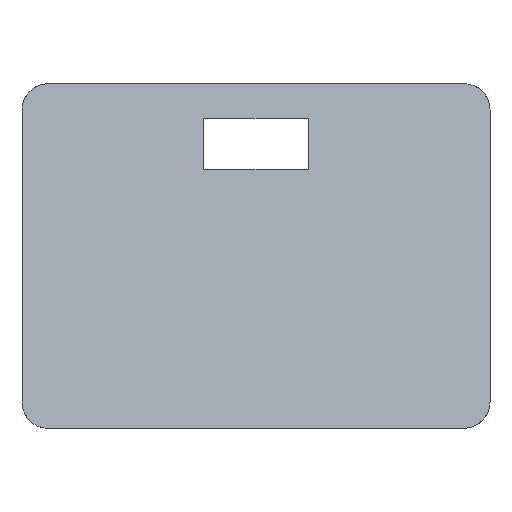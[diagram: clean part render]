
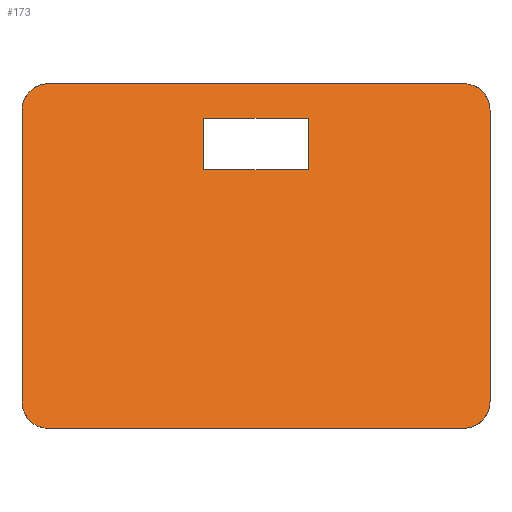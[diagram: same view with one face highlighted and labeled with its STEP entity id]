
A CAD part, front view. The second image highlights one B-rep face of the part: STEP entity #173.
In plain terms, the highlighted planar face has unit normal (0, -0.933, 0.359).
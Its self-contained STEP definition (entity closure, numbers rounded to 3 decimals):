
#27 = EDGE_CURVE ( 'NONE', #104, #184, #1020, .T. ) ;
#31 = AXIS2_PLACEMENT_3D ( 'NONE', #97, #324, #310 ) ;
#46 = CARTESIAN_POINT ( 'NONE',  ( 17.65, -9.681, -11.922 ) ) ;
#54 = EDGE_CURVE ( 'NONE', #330, #791, #1336, .T. ) ;
#57 = EDGE_CURVE ( 'NONE', #1118, #330, #1249, .T. ) ;
#78 = ORIENTED_EDGE ( 'NONE', *, *, #939, .T. ) ;
#83 = CARTESIAN_POINT ( 'NONE',  ( -15.65, -10., -12.75 ) ) ;
#86 = DIRECTION ( 'NONE',  ( -1., 0., 0. ) ) ;
#97 = CARTESIAN_POINT ( 'NONE',  ( 17.65, -4.439, 1.707 ) ) ;
#104 = VERTEX_POINT ( 'NONE', #673 ) ;
#124 = CARTESIAN_POINT ( 'NONE',  ( -17.65, -0.319, 12.422 ) ) ;
#126 =( BOUNDED_CURVE ( )  B_SPLINE_CURVE ( 3, ( #1085, #183, #1101, #83 ),
 .UNSPECIFIED., .F., .T. ) 
 B_SPLINE_CURVE_WITH_KNOTS ( ( 4, 4 ),
 ( 4.712, 6.283 ),
 .UNSPECIFIED. ) 
 CURVE ( )  GEOMETRIC_REPRESENTATION_ITEM ( )  RATIONAL_B_SPLINE_CURVE ( ( 1., 0.805, 0.805, 1. ) ) 
 REPRESENTATION_ITEM ( '' )  );
#138 = DIRECTION ( 'NONE',  ( 0., -0.359, -0.933 ) ) ;
#150 = ORIENTED_EDGE ( 'NONE', *, *, #563, .T. ) ;
#155 = ORIENTED_EDGE ( 'NONE', *, *, #386, .F. ) ;
#160 = CARTESIAN_POINT ( 'NONE',  ( -17.65, -9.231, -10.75 ) ) ;
#172 = CARTESIAN_POINT ( 'NONE',  ( 17.65, -0.769, 11.25 ) ) ;
#173 = ADVANCED_FACE ( 'NONE', ( #869, #422 ), #1423, .T. ) ;
#183 = CARTESIAN_POINT ( 'NONE',  ( -17.65, -9.681, -11.922 ) ) ;
#184 = VERTEX_POINT ( 'NONE', #657 ) ;
#190 = EDGE_CURVE ( 'NONE', #569, #605, #1339, .T. ) ;
#237 = CARTESIAN_POINT ( 'NONE',  ( 16.822, 0., 13.25 ) ) ;
#244 = LINE ( 'NONE', #693, #1089 ) ;
#245 = DIRECTION ( 'NONE',  ( 1., 0., 0. ) ) ;
#258 =( BOUNDED_CURVE ( )  B_SPLINE_CURVE ( 3, ( #1452, #1036, #124, #999 ),
 .UNSPECIFIED., .F., .F. ) 
 B_SPLINE_CURVE_WITH_KNOTS ( ( 4, 4 ),
 ( 0., 1.571 ),
 .UNSPECIFIED. ) 
 CURVE ( )  GEOMETRIC_REPRESENTATION_ITEM ( )  RATIONAL_B_SPLINE_CURVE ( ( 1., 0.805, 0.805, 1. ) ) 
 REPRESENTATION_ITEM ( '' )  );
#273 = VECTOR ( 'NONE', #1222, 1000. ) ;
#310 = DIRECTION ( 'NONE',  ( 0., -0.359, -0.933 ) ) ;
#312 = CARTESIAN_POINT ( 'NONE',  ( 15.65, 0., 13.25 ) ) ;
#324 = DIRECTION ( 'NONE',  ( 0., -0.933, 0.359 ) ) ;
#327 = CARTESIAN_POINT ( 'NONE',  ( -3.95, -1., 10.65 ) ) ;
#330 = VERTEX_POINT ( 'NONE', #789 ) ;
#352 = DIRECTION ( 'NONE',  ( 0., 0.359, 0.933 ) ) ;
#357 = CARTESIAN_POINT ( 'NONE',  ( -3.95, -1., 10.65 ) ) ;
#370 = LINE ( 'NONE', #1271, #428 ) ;
#386 = EDGE_CURVE ( 'NONE', #1275, #791, #1187, .T. ) ;
#422 = FACE_OUTER_BOUND ( 'NONE', #628, .T. ) ;
#428 = VECTOR ( 'NONE', #138, 1000. ) ;
#435 = ORIENTED_EDGE ( 'NONE', *, *, #934, .T. ) ;
#437 = EDGE_LOOP ( 'NONE', ( #155, #150, #1045, #949 ) ) ;
#469 = DIRECTION ( 'NONE',  ( 0., 0.359, 0.933 ) ) ;
#470 = DIRECTION ( 'NONE',  ( -1., 0., 0. ) ) ;
#517 = VECTOR ( 'NONE', #470, 1000. ) ;
#521 = CARTESIAN_POINT ( 'NONE',  ( 17.65, -2.5, 6.75 ) ) ;
#563 = EDGE_CURVE ( 'NONE', #1275, #1118, #1259, .T. ) ;
#569 = VERTEX_POINT ( 'NONE', #929 ) ;
#582 = VECTOR ( 'NONE', #352, 1000. ) ;
#584 = ORIENTED_EDGE ( 'NONE', *, *, #27, .F. ) ;
#596 = CARTESIAN_POINT ( 'NONE',  ( 17.65, -9.231, -10.75 ) ) ;
#605 = VERTEX_POINT ( 'NONE', #1042 ) ;
#616 = EDGE_CURVE ( 'NONE', #104, #1439, #1105, .T. ) ;
#628 = EDGE_LOOP ( 'NONE', ( #78, #692, #1154, #1350, #435, #1409, #584, #1053 ) ) ;
#657 = CARTESIAN_POINT ( 'NONE',  ( -15.65, -10., -12.75 ) ) ;
#663 = CARTESIAN_POINT ( 'NONE',  ( 17.65, -10., -12.75 ) ) ;
#673 = CARTESIAN_POINT ( 'NONE',  ( 15.65, -10., -12.75 ) ) ;
#692 = ORIENTED_EDGE ( 'NONE', *, *, #1121, .T. ) ;
#693 = CARTESIAN_POINT ( 'NONE',  ( 17.65, -4.439, 1.707 ) ) ;
#703 = CARTESIAN_POINT ( 'NONE',  ( 15.65, -10., -12.75 ) ) ;
#730 = VERTEX_POINT ( 'NONE', #172 ) ;
#789 = CARTESIAN_POINT ( 'NONE',  ( 3.95, -1., 10.65 ) ) ;
#791 = VERTEX_POINT ( 'NONE', #1425 ) ;
#805 = CARTESIAN_POINT ( 'NONE',  ( -3.95, 1.126, 16.178 ) ) ;
#807 = VERTEX_POINT ( 'NONE', #986 ) ;
#869 = FACE_BOUND ( 'NONE', #437, .T. ) ;
#929 = CARTESIAN_POINT ( 'NONE',  ( 15.65, 0., 13.25 ) ) ;
#934 = EDGE_CURVE ( 'NONE', #807, #1234, #370, .T. ) ;
#939 = EDGE_CURVE ( 'NONE', #1439, #730, #244, .T. ) ;
#949 = ORIENTED_EDGE ( 'NONE', *, *, #54, .T. ) ;
#978 = VECTOR ( 'NONE', #86, 1000. ) ;
#986 = CARTESIAN_POINT ( 'NONE',  ( -17.65, -0.769, 11.25 ) ) ;
#999 = CARTESIAN_POINT ( 'NONE',  ( -17.65, -0.769, 11.25 ) ) ;
#1020 = LINE ( 'NONE', #663, #517 ) ;
#1030 = VECTOR ( 'NONE', #1419, 1000. ) ;
#1036 = CARTESIAN_POINT ( 'NONE',  ( -16.822, 0., 13.25 ) ) ;
#1041 = CARTESIAN_POINT ( 'NONE',  ( -3.95, -2.5, 6.75 ) ) ;
#1042 = CARTESIAN_POINT ( 'NONE',  ( -15.65, 0., 13.25 ) ) ;
#1045 = ORIENTED_EDGE ( 'NONE', *, *, #57, .T. ) ;
#1053 = ORIENTED_EDGE ( 'NONE', *, *, #616, .T. ) ;
#1084 = VECTOR ( 'NONE', #245, 1000. ) ;
#1085 = CARTESIAN_POINT ( 'NONE',  ( -17.65, -9.231, -10.75 ) ) ;
#1089 = VECTOR ( 'NONE', #469, 1000. ) ;
#1092 = CARTESIAN_POINT ( 'NONE',  ( 17.65, -0.319, 12.422 ) ) ;
#1101 = CARTESIAN_POINT ( 'NONE',  ( -16.822, -10., -12.75 ) ) ;
#1105 =( BOUNDED_CURVE ( )  B_SPLINE_CURVE ( 3, ( #703, #1153, #46, #596 ),
 .UNSPECIFIED., .F., .F. ) 
 B_SPLINE_CURVE_WITH_KNOTS ( ( 4, 4 ),
 ( 0., 1.571 ),
 .UNSPECIFIED. ) 
 CURVE ( )  GEOMETRIC_REPRESENTATION_ITEM ( )  RATIONAL_B_SPLINE_CURVE ( ( 1., 0.805, 0.805, 1. ) ) 
 REPRESENTATION_ITEM ( '' )  );
#1118 = VERTEX_POINT ( 'NONE', #327 ) ;
#1121 = EDGE_CURVE ( 'NONE', #730, #569, #1427, .T. ) ;
#1153 = CARTESIAN_POINT ( 'NONE',  ( 16.822, -10., -12.75 ) ) ;
#1154 = ORIENTED_EDGE ( 'NONE', *, *, #190, .T. ) ;
#1187 = LINE ( 'NONE', #521, #1030 ) ;
#1202 = CARTESIAN_POINT ( 'NONE',  ( 17.65, 0., 13.25 ) ) ;
#1218 = CARTESIAN_POINT ( 'NONE',  ( 17.65, -9.231, -10.75 ) ) ;
#1222 = DIRECTION ( 'NONE',  ( 0., -0.359, -0.933 ) ) ;
#1234 = VERTEX_POINT ( 'NONE', #160 ) ;
#1243 = CARTESIAN_POINT ( 'NONE',  ( 17.65, -0.769, 11.25 ) ) ;
#1249 = LINE ( 'NONE', #357, #1084 ) ;
#1259 = LINE ( 'NONE', #805, #582 ) ;
#1271 = CARTESIAN_POINT ( 'NONE',  ( -17.65, -2.539, 6.649 ) ) ;
#1275 = VERTEX_POINT ( 'NONE', #1041 ) ;
#1290 = EDGE_CURVE ( 'NONE', #1234, #184, #126, .T. ) ;
#1336 = LINE ( 'NONE', #1370, #273 ) ;
#1339 = LINE ( 'NONE', #1202, #978 ) ;
#1350 = ORIENTED_EDGE ( 'NONE', *, *, #1396, .T. ) ;
#1370 = CARTESIAN_POINT ( 'NONE',  ( 3.95, 1.126, 16.178 ) ) ;
#1396 = EDGE_CURVE ( 'NONE', #605, #807, #258, .T. ) ;
#1409 = ORIENTED_EDGE ( 'NONE', *, *, #1290, .T. ) ;
#1419 = DIRECTION ( 'NONE',  ( 1., 0., 0. ) ) ;
#1423 = PLANE ( 'NONE',  #31 ) ;
#1425 = CARTESIAN_POINT ( 'NONE',  ( 3.95, -2.5, 6.75 ) ) ;
#1427 =( BOUNDED_CURVE ( )  B_SPLINE_CURVE ( 3, ( #1243, #1092, #237, #312 ),
 .UNSPECIFIED., .F., .T. ) 
 B_SPLINE_CURVE_WITH_KNOTS ( ( 4, 4 ),
 ( 1.571, 3.142 ),
 .UNSPECIFIED. ) 
 CURVE ( )  GEOMETRIC_REPRESENTATION_ITEM ( )  RATIONAL_B_SPLINE_CURVE ( ( 1., 0.805, 0.805, 1. ) ) 
 REPRESENTATION_ITEM ( '' )  );
#1439 = VERTEX_POINT ( 'NONE', #1218 ) ;
#1452 = CARTESIAN_POINT ( 'NONE',  ( -15.65, 0., 13.25 ) ) ;
